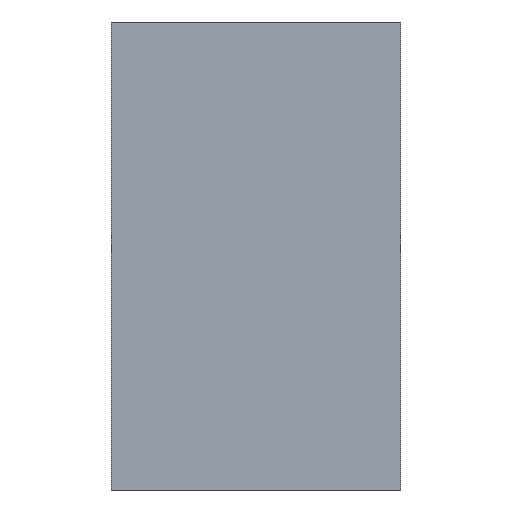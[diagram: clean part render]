
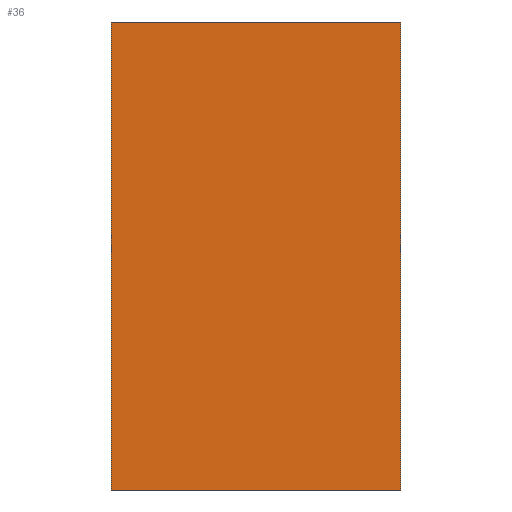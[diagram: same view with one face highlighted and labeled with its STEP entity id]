
A CAD part, left-side view. The second image highlights one B-rep face of the part: STEP entity #36.
In plain terms, the highlighted planar face has unit normal (-1, 0, 0).
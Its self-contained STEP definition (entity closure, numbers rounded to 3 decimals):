
#36 = ADVANCED_FACE( '', ( #78 ), #79, .F. );
#78 = FACE_OUTER_BOUND( '', #127, .T. );
#79 = PLANE( '', #128 );
#127 = EDGE_LOOP( '', ( #175, #176, #177, #178 ) );
#128 = AXIS2_PLACEMENT_3D( '', #179, #180, #181 );
#175 = ORIENTED_EDGE( '', *, *, #252, .T. );
#176 = ORIENTED_EDGE( '', *, *, #253, .F. );
#177 = ORIENTED_EDGE( '', *, *, #248, .F. );
#178 = ORIENTED_EDGE( '', *, *, #254, .T. );
#179 = CARTESIAN_POINT( '', ( -448., 42., 136. ) );
#180 = DIRECTION( '', ( 1., 0., 0. ) );
#181 = DIRECTION( '', ( 0., 0., -1. ) );
#248 = EDGE_CURVE( '', #282, #284, #285, .T. );
#252 = EDGE_CURVE( '', #290, #291, #292, .T. );
#253 = EDGE_CURVE( '', #284, #291, #293, .T. );
#254 = EDGE_CURVE( '', #282, #290, #294, .T. );
#282 = VERTEX_POINT( '', #328 );
#284 = VERTEX_POINT( '', #331 );
#285 = LINE( '', #332, #333 );
#290 = VERTEX_POINT( '', #340 );
#291 = VERTEX_POINT( '', #341 );
#292 = LINE( '', #342, #343 );
#293 = LINE( '', #344, #345 );
#294 = LINE( '', #346, #347 );
#328 = CARTESIAN_POINT( '', ( -448., 42., 136. ) );
#331 = CARTESIAN_POINT( '', ( -448., -42., 136. ) );
#332 = CARTESIAN_POINT( '', ( -448., 42., 136. ) );
#333 = VECTOR( '', #389, 1000. );
#340 = CARTESIAN_POINT( '', ( -448., 42., 0. ) );
#341 = CARTESIAN_POINT( '', ( -448., -42., 0. ) );
#342 = CARTESIAN_POINT( '', ( -448., 42., 0. ) );
#343 = VECTOR( '', #392, 1000. );
#344 = CARTESIAN_POINT( '', ( -448., -42., 136. ) );
#345 = VECTOR( '', #393, 1000. );
#346 = CARTESIAN_POINT( '', ( -448., 42., 136. ) );
#347 = VECTOR( '', #394, 1000. );
#389 = DIRECTION( '', ( 0., -1., 0. ) );
#392 = DIRECTION( '', ( 0., -1., 0. ) );
#393 = DIRECTION( '', ( 0., 0., -1. ) );
#394 = DIRECTION( '', ( 0., 0., -1. ) );
